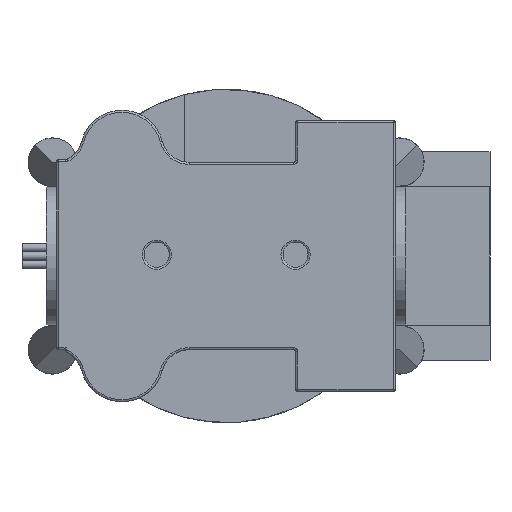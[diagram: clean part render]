
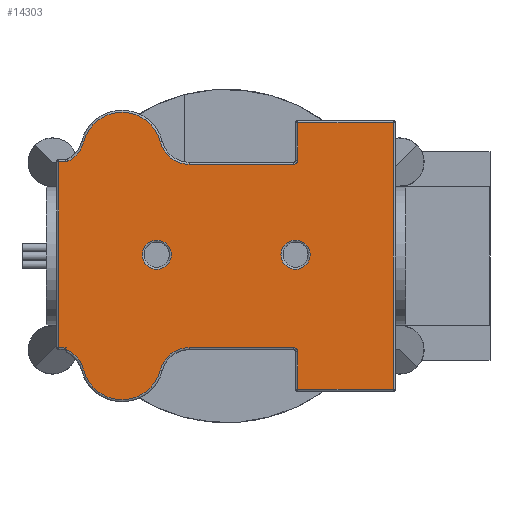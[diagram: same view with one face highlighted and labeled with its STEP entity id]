
A CAD part, front view. The second image highlights one B-rep face of the part: STEP entity #14303.
In plain terms, the highlighted planar face has unit normal (0, -1, 0).
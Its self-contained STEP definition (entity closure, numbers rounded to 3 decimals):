
#219=B_SPLINE_CURVE_WITH_KNOTS('',3,(#24680,#24681,#24682,#24683,#24684,
#24685,#24686,#24687,#24688,#24689,#24690,#24691),.UNSPECIFIED.,.F.,.F.,
(4,2,2,2,2,4),(0.021,0.03,0.048,
0.058,0.069,0.069),.UNSPECIFIED.);
#498=FACE_BOUND('',#2603,.T.);
#499=FACE_BOUND('',#2604,.T.);
#1011=PLANE('',#15889);
#1704=FACE_OUTER_BOUND('',#2602,.T.);
#2602=EDGE_LOOP('',(#12542,#12543,#12544,#12545,#12546,#12547,#12548,#12549,
#12550,#12551,#12552,#12553,#12554,#12555,#12556,#12557,#12558,#12559,#12560,
#12561));
#2603=EDGE_LOOP('',(#12562));
#2604=EDGE_LOOP('',(#12563));
#3777=LINE('',#24671,#4915);
#3778=LINE('',#24678,#4916);
#3779=LINE('',#24699,#4917);
#3780=LINE('',#24703,#4918);
#3781=LINE('',#24705,#4919);
#3782=LINE('',#24707,#4920);
#3783=LINE('',#24709,#4921);
#3784=LINE('',#24711,#4922);
#3785=LINE('',#24715,#4923);
#3786=LINE('',#24724,#4924);
#4915=VECTOR('',#19779,10.);
#4916=VECTOR('',#19788,10.);
#4917=VECTOR('',#19795,10.);
#4918=VECTOR('',#19798,10.);
#4919=VECTOR('',#19799,10.);
#4920=VECTOR('',#19800,10.);
#4921=VECTOR('',#19801,10.);
#4922=VECTOR('',#19802,10.);
#4923=VECTOR('',#19805,10.);
#4924=VECTOR('',#19814,10.);
#5590=CIRCLE('',#15890,4.3);
#5591=CIRCLE('',#15891,5.7);
#5592=CIRCLE('',#15892,4.3);
#5593=CIRCLE('',#15893,0.6);
#5594=CIRCLE('',#15894,0.6);
#5595=CIRCLE('',#15895,4.3);
#5596=CIRCLE('',#15896,5.7);
#5597=CIRCLE('',#15897,4.3);
#5598=CIRCLE('',#15898,0.6);
#5599=CIRCLE('',#15899,2.1);
#5600=CIRCLE('',#15900,2.1);
#6869=VERTEX_POINT('',#24660);
#6872=VERTEX_POINT('',#24667);
#6875=VERTEX_POINT('',#24677);
#6876=VERTEX_POINT('',#24679);
#6877=VERTEX_POINT('',#24692);
#6878=VERTEX_POINT('',#24694);
#6879=VERTEX_POINT('',#24696);
#6880=VERTEX_POINT('',#24698);
#6881=VERTEX_POINT('',#24700);
#6882=VERTEX_POINT('',#24702);
#6883=VERTEX_POINT('',#24704);
#6884=VERTEX_POINT('',#24706);
#6885=VERTEX_POINT('',#24708);
#6886=VERTEX_POINT('',#24710);
#6887=VERTEX_POINT('',#24712);
#6888=VERTEX_POINT('',#24714);
#6889=VERTEX_POINT('',#24716);
#6890=VERTEX_POINT('',#24718);
#6891=VERTEX_POINT('',#24720);
#6892=VERTEX_POINT('',#24722);
#6893=VERTEX_POINT('',#24725);
#6894=VERTEX_POINT('',#24727);
#8780=EDGE_CURVE('',#6869,#6872,#3777,.T.);
#8783=EDGE_CURVE('',#6875,#6869,#3778,.T.);
#8784=EDGE_CURVE('',#6875,#6876,#219,.F.);
#8785=EDGE_CURVE('',#6877,#6876,#5590,.T.);
#8786=EDGE_CURVE('',#6878,#6877,#5591,.T.);
#8787=EDGE_CURVE('',#6879,#6878,#5592,.T.);
#8788=EDGE_CURVE('',#6880,#6879,#3779,.T.);
#8789=EDGE_CURVE('',#6881,#6880,#5593,.T.);
#8790=EDGE_CURVE('',#6882,#6881,#3780,.T.);
#8791=EDGE_CURVE('',#6883,#6882,#3781,.T.);
#8792=EDGE_CURVE('',#6884,#6883,#3782,.T.);
#8793=EDGE_CURVE('',#6885,#6884,#3783,.T.);
#8794=EDGE_CURVE('',#6886,#6885,#3784,.T.);
#8795=EDGE_CURVE('',#6887,#6886,#5594,.T.);
#8796=EDGE_CURVE('',#6888,#6887,#3785,.T.);
#8797=EDGE_CURVE('',#6889,#6888,#5595,.T.);
#8798=EDGE_CURVE('',#6890,#6889,#5596,.T.);
#8799=EDGE_CURVE('',#6891,#6890,#5597,.T.);
#8800=EDGE_CURVE('',#6892,#6891,#5598,.T.);
#8801=EDGE_CURVE('',#6872,#6892,#3786,.T.);
#8802=EDGE_CURVE('',#6893,#6893,#5599,.T.);
#8803=EDGE_CURVE('',#6894,#6894,#5600,.T.);
#12542=ORIENTED_EDGE('',*,*,#8780,.F.);
#12543=ORIENTED_EDGE('',*,*,#8783,.F.);
#12544=ORIENTED_EDGE('',*,*,#8784,.T.);
#12545=ORIENTED_EDGE('',*,*,#8785,.F.);
#12546=ORIENTED_EDGE('',*,*,#8786,.F.);
#12547=ORIENTED_EDGE('',*,*,#8787,.F.);
#12548=ORIENTED_EDGE('',*,*,#8788,.F.);
#12549=ORIENTED_EDGE('',*,*,#8789,.F.);
#12550=ORIENTED_EDGE('',*,*,#8790,.F.);
#12551=ORIENTED_EDGE('',*,*,#8791,.F.);
#12552=ORIENTED_EDGE('',*,*,#8792,.F.);
#12553=ORIENTED_EDGE('',*,*,#8793,.F.);
#12554=ORIENTED_EDGE('',*,*,#8794,.F.);
#12555=ORIENTED_EDGE('',*,*,#8795,.F.);
#12556=ORIENTED_EDGE('',*,*,#8796,.F.);
#12557=ORIENTED_EDGE('',*,*,#8797,.F.);
#12558=ORIENTED_EDGE('',*,*,#8798,.F.);
#12559=ORIENTED_EDGE('',*,*,#8799,.F.);
#12560=ORIENTED_EDGE('',*,*,#8800,.F.);
#12561=ORIENTED_EDGE('',*,*,#8801,.F.);
#12562=ORIENTED_EDGE('',*,*,#8802,.F.);
#12563=ORIENTED_EDGE('',*,*,#8803,.F.);
#14303=ADVANCED_FACE('',(#1704,#498,#499),#1011,.T.);
#15889=AXIS2_PLACEMENT_3D('',#24676,#19786,#19787);
#15890=AXIS2_PLACEMENT_3D('',#24693,#19789,#19790);
#15891=AXIS2_PLACEMENT_3D('',#24695,#19791,#19792);
#15892=AXIS2_PLACEMENT_3D('',#24697,#19793,#19794);
#15893=AXIS2_PLACEMENT_3D('',#24701,#19796,#19797);
#15894=AXIS2_PLACEMENT_3D('',#24713,#19803,#19804);
#15895=AXIS2_PLACEMENT_3D('',#24717,#19806,#19807);
#15896=AXIS2_PLACEMENT_3D('',#24719,#19808,#19809);
#15897=AXIS2_PLACEMENT_3D('',#24721,#19810,#19811);
#15898=AXIS2_PLACEMENT_3D('',#24723,#19812,#19813);
#15899=AXIS2_PLACEMENT_3D('',#24726,#19815,#19816);
#15900=AXIS2_PLACEMENT_3D('',#24728,#19817,#19818);
#19779=DIRECTION('',(0.,0.,1.));
#19786=DIRECTION('center_axis',(0.,-1.,0.));
#19787=DIRECTION('ref_axis',(1.,0.,0.));
#19788=DIRECTION('',(-1.,0.,0.));
#19789=DIRECTION('center_axis',(0.,-1.,0.));
#19790=DIRECTION('ref_axis',(0.768,0.,0.64));
#19791=DIRECTION('center_axis',(0.,1.,0.));
#19792=DIRECTION('ref_axis',(0.,0.,-1.));
#19793=DIRECTION('center_axis',(0.,-1.,0.));
#19794=DIRECTION('ref_axis',(-0.612,0.,0.791));
#19795=DIRECTION('',(-1.,0.,0.));
#19796=DIRECTION('center_axis',(0.,-1.,0.));
#19797=DIRECTION('ref_axis',(0.487,0.,0.873));
#19798=DIRECTION('',(0.,0.,1.));
#19799=DIRECTION('',(-1.,0.,0.));
#19800=DIRECTION('',(0.,0.,-1.));
#19801=DIRECTION('',(1.,0.,0.));
#19802=DIRECTION('',(0.,0.,1.));
#19803=DIRECTION('center_axis',(0.,-1.,0.));
#19804=DIRECTION('ref_axis',(0.487,0.,-0.873));
#19805=DIRECTION('',(1.,0.,0.));
#19806=DIRECTION('center_axis',(0.,-1.,0.));
#19807=DIRECTION('ref_axis',(-0.612,0.,-0.791));
#19808=DIRECTION('center_axis',(0.,1.,0.));
#19809=DIRECTION('ref_axis',(0.,0.,
1.));
#19810=DIRECTION('center_axis',(0.,-1.,0.));
#19811=DIRECTION('ref_axis',(0.768,0.,-0.64));
#19812=DIRECTION('center_axis',(0.,-1.,0.));
#19813=DIRECTION('ref_axis',(0.224,0.,-0.975));
#19814=DIRECTION('',(1.,0.,0.));
#19815=DIRECTION('center_axis',(0.,-1.,0.));
#19816=DIRECTION('ref_axis',(1.,0.,0.));
#19817=DIRECTION('center_axis',(0.,-1.,0.));
#19818=DIRECTION('ref_axis',(1.,0.,0.));
#24660=CARTESIAN_POINT('',(-24.1,-9.,-13.2));
#24667=CARTESIAN_POINT('',(-24.1,-9.,13.571));
#24671=CARTESIAN_POINT('',(-24.1,-9.,-2.152));
#24676=CARTESIAN_POINT('Origin',(23.2,-9.,-18.175));
#24677=CARTESIAN_POINT('',(-23.054,-9.,-13.2));
#24678=CARTESIAN_POINT('',(-0.6,-9.,-13.2));
#24679=CARTESIAN_POINT('',(-23.043,-9.,-13.525));
#24680=CARTESIAN_POINT('Ctrl Pts',(-23.043,-9.,-13.525));
#24681=CARTESIAN_POINT('Ctrl Pts',(-23.051,-9.,-13.503));
#24682=CARTESIAN_POINT('Ctrl Pts',(-23.06,-9.,-13.482));
#24683=CARTESIAN_POINT('Ctrl Pts',(-23.081,-9.,-13.426));
#24684=CARTESIAN_POINT('Ctrl Pts',(-23.093,-9.,-13.39));
#24685=CARTESIAN_POINT('Ctrl Pts',(-23.093,-9.,-13.323));
#24686=CARTESIAN_POINT('Ctrl Pts',(-23.091,-9.,-13.3));
#24687=CARTESIAN_POINT('Ctrl Pts',(-23.079,-9.,-13.251));
#24688=CARTESIAN_POINT('Ctrl Pts',(-23.069,-9.,-13.226));
#24689=CARTESIAN_POINT('Ctrl Pts',(-23.055,-9.,-13.202));
#24690=CARTESIAN_POINT('Ctrl Pts',(-23.055,-9.,-13.201));
#24691=CARTESIAN_POINT('Ctrl Pts',(-23.054,-9.,-13.2));
#24692=CARTESIAN_POINT('',(-20.519,-9.,-16.425));
#24693=CARTESIAN_POINT('Origin',(-24.682,-9.,-17.5));
#24694=CARTESIAN_POINT('',(-9.481,-9.,-16.425));
#24695=CARTESIAN_POINT('Origin',(-15.,-9.,-15.));
#24696=CARTESIAN_POINT('',(-5.318,-9.,-13.2));
#24697=CARTESIAN_POINT('Origin',(-5.318,-9.,-17.5));
#24698=CARTESIAN_POINT('',(9.7,-9.,-13.2));
#24699=CARTESIAN_POINT('',(8.941,-9.,-13.2));
#24700=CARTESIAN_POINT('',(10.3,-9.,-13.8));
#24701=CARTESIAN_POINT('Origin',(9.7,-9.,-13.8));
#24702=CARTESIAN_POINT('',(10.3,-9.,-19.2));
#24703=CARTESIAN_POINT('',(10.3,-9.,-15.838));
#24704=CARTESIAN_POINT('',(24.1,-9.,-19.2));
#24705=CARTESIAN_POINT('',(16.6,-9.,-19.2));
#24706=CARTESIAN_POINT('',(24.1,-9.,19.2));
#24707=CARTESIAN_POINT('',(24.1,-9.,-18.838));
#24708=CARTESIAN_POINT('',(10.3,-9.,19.2));
#24709=CARTESIAN_POINT('',(23.8,-9.,19.2));
#24710=CARTESIAN_POINT('',(10.3,-9.,13.8));
#24711=CARTESIAN_POINT('',(10.3,-9.,0.662));
#24712=CARTESIAN_POINT('',(9.7,-9.,13.2));
#24713=CARTESIAN_POINT('Origin',(9.7,-9.,13.8));
#24714=CARTESIAN_POINT('',(-5.318,-9.,13.2));
#24715=CARTESIAN_POINT('',(16.6,-9.,13.2));
#24716=CARTESIAN_POINT('',(-9.481,-9.,16.425));
#24717=CARTESIAN_POINT('Origin',(-5.318,-9.,17.5));
#24718=CARTESIAN_POINT('',(-20.519,-9.,16.425));
#24719=CARTESIAN_POINT('Origin',(-15.,-9.,15.));
#24720=CARTESIAN_POINT('',(-22.806,-9.,13.631));
#24721=CARTESIAN_POINT('Origin',(-24.682,-9.,17.5));
#24722=CARTESIAN_POINT('',(-23.068,-9.,13.571));
#24723=CARTESIAN_POINT('Origin',(-23.068,-9.,14.171));
#24724=CARTESIAN_POINT('',(0.1,-9.,13.571));
#24725=CARTESIAN_POINT('',(-10.,-9.,-1.914));
#24726=CARTESIAN_POINT('Origin',(-10.,-9.,0.186));
#24727=CARTESIAN_POINT('',(10.,-9.,-1.914));
#24728=CARTESIAN_POINT('Origin',(10.,-9.,0.186));
